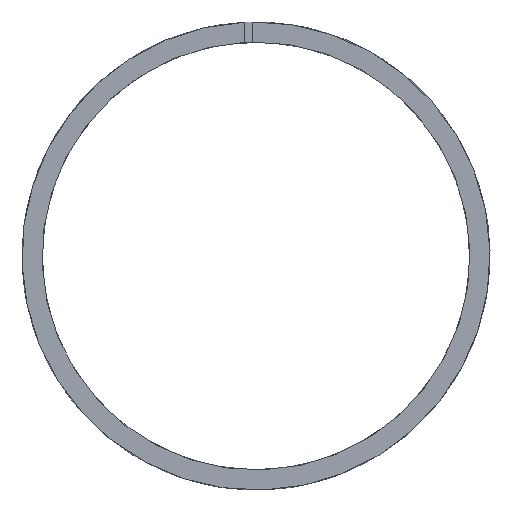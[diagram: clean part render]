
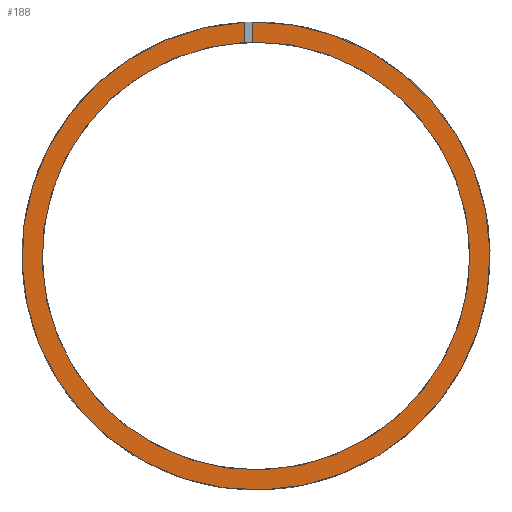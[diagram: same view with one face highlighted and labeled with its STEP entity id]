
A CAD part, left-side view. The second image highlights one B-rep face of the part: STEP entity #188.
In plain terms, the highlighted planar face has unit normal (-1, 0, 0).
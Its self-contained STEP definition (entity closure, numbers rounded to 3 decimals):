
#5 = FACE_OUTER_BOUND ( 'NONE', #107, .T. ) ;
#10 = ORIENTED_EDGE ( 'NONE', *, *, #28, .T. ) ;
#16 = DIRECTION ( 'NONE',  ( 0., 0., -1. ) ) ;
#19 = EDGE_CURVE ( 'NONE', #172, #62, #150, .T. ) ;
#23 = AXIS2_PLACEMENT_3D ( 'NONE', #93, #148, #111 ) ;
#28 = EDGE_CURVE ( 'NONE', #40, #191, #194, .T. ) ;
#31 = CARTESIAN_POINT ( 'NONE',  ( 0., 0., 0. ) ) ;
#39 = ORIENTED_EDGE ( 'NONE', *, *, #53, .T. ) ;
#40 = VERTEX_POINT ( 'NONE', #51 ) ;
#43 = EDGE_CURVE ( 'NONE', #172, #191, #45, .T. ) ;
#45 = CIRCLE ( 'NONE', #134, 42.5 ) ;
#51 = CARTESIAN_POINT ( 'NONE',  ( 0., 0.793, 46.493 ) ) ;
#53 = EDGE_CURVE ( 'NONE', #62, #40, #90, .T. ) ;
#59 = CARTESIAN_POINT ( 'NONE',  ( 0., 2.207, 42.443 ) ) ;
#62 = VERTEX_POINT ( 'NONE', #75 ) ;
#75 = CARTESIAN_POINT ( 'NONE',  ( 0., 2.207, 46.448 ) ) ;
#87 = ORIENTED_EDGE ( 'NONE', *, *, #19, .T. ) ;
#90 = CIRCLE ( 'NONE', #23, 46.5 ) ;
#93 = CARTESIAN_POINT ( 'NONE',  ( 0., 0., 0. ) ) ;
#94 = CARTESIAN_POINT ( 'NONE',  ( 0., 0.793, 46.501 ) ) ;
#95 = CARTESIAN_POINT ( 'NONE',  ( 0., 2.207, 46.501 ) ) ;
#96 = VECTOR ( 'NONE', #121, 1000. ) ;
#107 = EDGE_LOOP ( 'NONE', ( #87, #39, #10, #118 ) ) ;
#111 = DIRECTION ( 'NONE',  ( 0., 0., 1. ) ) ;
#114 = CARTESIAN_POINT ( 'NONE',  ( 0., 0.793, 42.493 ) ) ;
#118 = ORIENTED_EDGE ( 'NONE', *, *, #43, .F. ) ;
#121 = DIRECTION ( 'NONE',  ( 0., 0., 1. ) ) ;
#134 = AXIS2_PLACEMENT_3D ( 'NONE', #31, #161, #175 ) ;
#140 = DIRECTION ( 'NONE',  ( 1., 0., 0. ) ) ;
#148 = DIRECTION ( 'NONE',  ( -1., 0., 0. ) ) ;
#150 = LINE ( 'NONE', #95, #96 ) ;
#153 = CARTESIAN_POINT ( 'NONE',  ( 0., 42.5, 0. ) ) ;
#155 = DIRECTION ( 'NONE',  ( 0., 0., -1. ) ) ;
#156 = AXIS2_PLACEMENT_3D ( 'NONE', #153, #140, #155 ) ;
#161 = DIRECTION ( 'NONE',  ( -1., 0., 0. ) ) ;
#172 = VERTEX_POINT ( 'NONE', #59 ) ;
#175 = DIRECTION ( 'NONE',  ( 0., 0., 1. ) ) ;
#180 = PLANE ( 'NONE',  #156 ) ;
#188 = ADVANCED_FACE ( 'NONE', ( #5 ), #180, .F. ) ;
#191 = VERTEX_POINT ( 'NONE', #114 ) ;
#192 = VECTOR ( 'NONE', #16, 1000. ) ;
#194 = LINE ( 'NONE', #94, #192 ) ;
